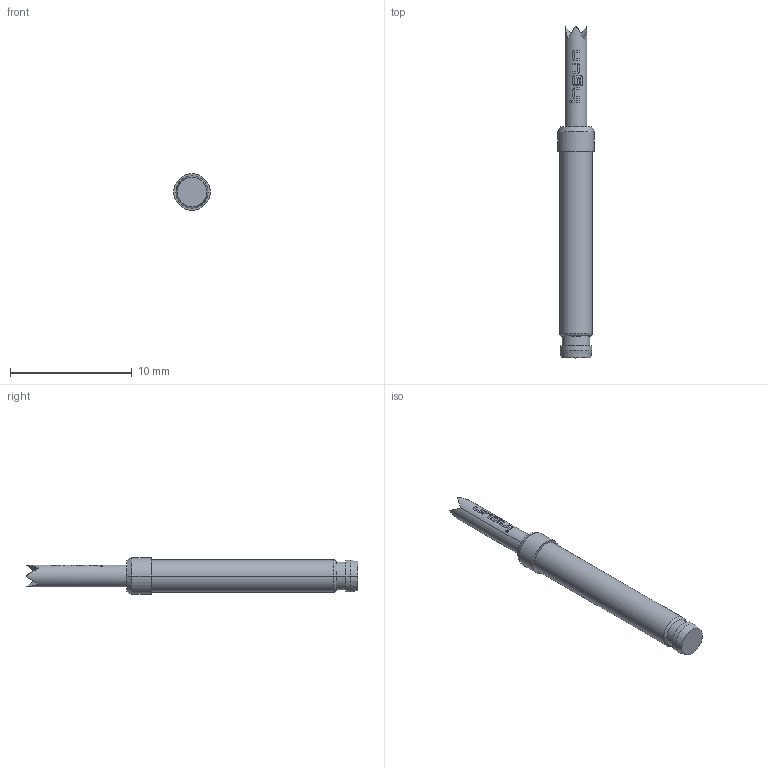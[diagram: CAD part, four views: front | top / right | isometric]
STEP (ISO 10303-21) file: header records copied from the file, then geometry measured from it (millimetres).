
FILE_DESCRIPTION (( 'STEP AP203' ), '1' );
FILE_NAME ('INGUN_GKS-113_204_180_A_xx02.STEP', '2022-08-31T06:53:37', ( 'ochi' ), ( '' ), 'SwSTEP 2.0', 'SolidWorks 2021', '' );
FILE_SCHEMA (( 'CONFIG_CONTROL_DESIGN' ));
Length unit declared in the file: millimetre
Products named in the file (1): INGUN_GKS-113_204_180_A_xx02
Bounding box: 3 x 27.3 x 3 mm (x, y, z)
Volume: 125.4 mm3; surface area: 219.6 mm2
Topology: 1 solids, 1 shells, 96 faces, 240 edges, 155 vertices
Faces by surface type: plane 52, bspline 22, cylinder 16, cone 4, torus 2
Entity records: 3207 total; most frequent: CARTESIAN_POINT 1036, ORIENTED_EDGE 480, DIRECTION 360, EDGE_CURVE 240, VERTEX_POINT 155, AXIS2_PLACEMENT_3D 139, EDGE_LOOP 105, FACE_OUTER_BOUND 96
